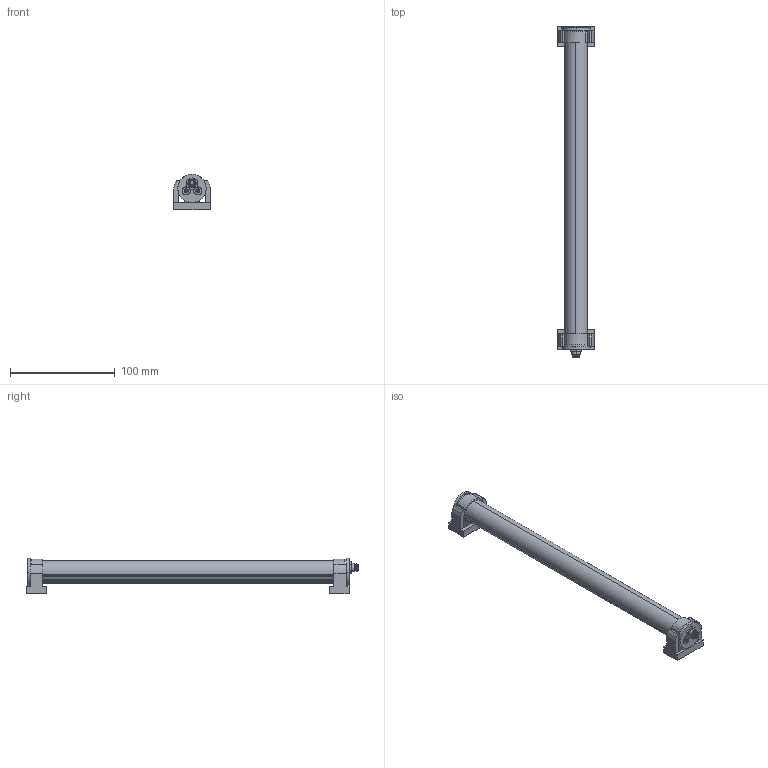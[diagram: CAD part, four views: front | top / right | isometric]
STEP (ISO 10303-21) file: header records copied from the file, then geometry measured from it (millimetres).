
FILE_DESCRIPTION(('CATIA V5 STEP Exchange','CAx-IF Rec.Pracs.--- Model Styling and Organization---1.5--- 2016-08-15','CAx-IF Rec.Pracs.---Supplemental Geometry---1.0---2011-11-01','CAx-IF Rec.Pracs.--- Composite Materials ---1.1---2010-07-15'),'2;1');
FILE_NAME ('1483065-1_0', '2025-08-18T08:30:46+00:00', ('none'), ('Weidmueller'), 'CATIA Version 5-6 Release 2024 SP4', 'CATIA V5 STEP AP214 v3', 'none');
FILE_SCHEMA(('AUTOMOTIVE_DESIGN { 1 0 10303 214 1 1 1 1 }'));
Length unit declared in the file: millimetre
Products named in the file (1): 2899880000
Bounding box: 35 x 317.02 x 34.07 mm (x, y, z)
Volume: 127101.4 mm3; surface area: 34874.5 mm2
Topology: 1 solids, 1 shells, 603 faces, 1831 edges, 1215 vertices
Faces by surface type: cylinder 232, cone 164, plane 151, bspline 36, sphere 16, torus 4
Entity records: 24457 total; most frequent: CARTESIAN_POINT 9141, ORIENTED_EDGE 3630, DIRECTION 2205, EDGE_CURVE 1815, VERTEX_POINT 1215, AXIS2_PLACEMENT_3D 1052, B_SPLINE_CURVE_WITH_KNOTS 691, EDGE_LOOP 628
